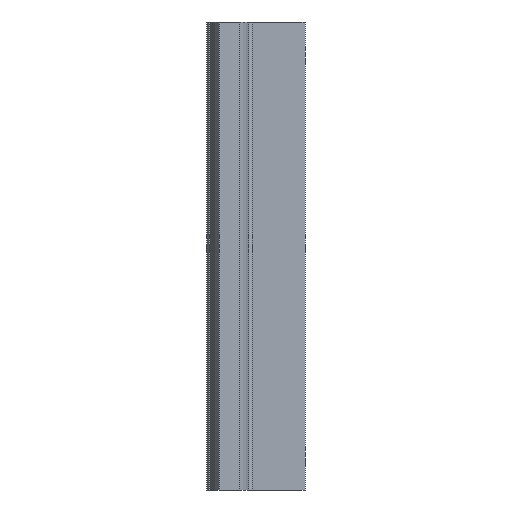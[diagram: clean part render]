
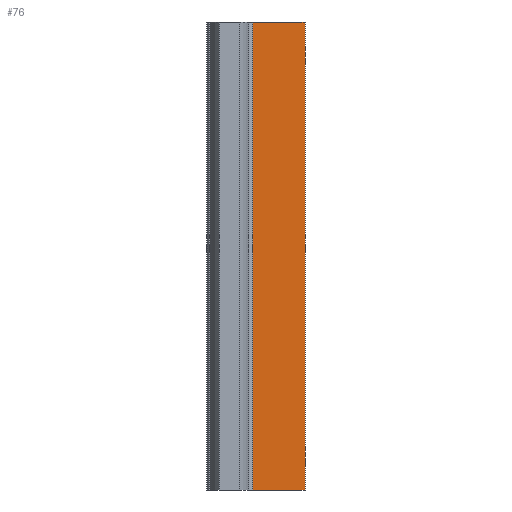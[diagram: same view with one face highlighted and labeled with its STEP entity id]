
A CAD part, left-side view. The second image highlights one B-rep face of the part: STEP entity #76.
In plain terms, the highlighted planar face has unit normal (-1, 0, 0).
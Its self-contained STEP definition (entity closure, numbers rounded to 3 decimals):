
#76 = ADVANCED_FACE( '', ( #171 ), #172, .F. );
#171 = FACE_OUTER_BOUND( '', #288, .T. );
#172 = PLANE( '', #289 );
#288 = EDGE_LOOP( '', ( #441, #442, #443, #444 ) );
#289 = AXIS2_PLACEMENT_3D( '', #445, #446, #447 );
#441 = ORIENTED_EDGE( '', *, *, #718, .T. );
#442 = ORIENTED_EDGE( '', *, *, #719, .F. );
#443 = ORIENTED_EDGE( '', *, *, #720, .F. );
#444 = ORIENTED_EDGE( '', *, *, #705, .T. );
#445 = CARTESIAN_POINT( '', ( -4., 11.782, 52.5 ) );
#446 = DIRECTION( '', ( 1., 0., 0. ) );
#447 = DIRECTION( '', ( 0., 0., -1. ) );
#705 = EDGE_CURVE( '', #845, #842, #846, .T. );
#718 = EDGE_CURVE( '', #842, #866, #867, .T. );
#719 = EDGE_CURVE( '', #868, #866, #869, .T. );
#720 = EDGE_CURVE( '', #845, #868, #870, .T. );
#842 = VERTEX_POINT( '', #1031 );
#845 = VERTEX_POINT( '', #1034 );
#846 = LINE( '', #1035, #1036 );
#866 = VERTEX_POINT( '', #1062 );
#867 = LINE( '', #1063, #1064 );
#868 = VERTEX_POINT( '', #1065 );
#869 = LINE( '', #1066, #1067 );
#870 = LINE( '', #1068, #1069 );
#1031 = CARTESIAN_POINT( '', ( -4., 11.782, -52.5 ) );
#1034 = CARTESIAN_POINT( '', ( -4., 11.782, 52.5 ) );
#1035 = CARTESIAN_POINT( '', ( -4., 11.782, 52.5 ) );
#1036 = VECTOR( '', #1245, 1000. );
#1062 = CARTESIAN_POINT( '', ( -4., 0., -52.5 ) );
#1063 = CARTESIAN_POINT( '', ( -4., 11.782, -52.5 ) );
#1064 = VECTOR( '', #1261, 1000. );
#1065 = CARTESIAN_POINT( '', ( -4., 0., 52.5 ) );
#1066 = CARTESIAN_POINT( '', ( -4., 0., 52.5 ) );
#1067 = VECTOR( '', #1262, 1000. );
#1068 = CARTESIAN_POINT( '', ( -4., 11.782, 52.5 ) );
#1069 = VECTOR( '', #1263, 1000. );
#1245 = DIRECTION( '', ( 0., 0., -1. ) );
#1261 = DIRECTION( '', ( 0., -1., 0. ) );
#1262 = DIRECTION( '', ( 0., 0., -1. ) );
#1263 = DIRECTION( '', ( 0., -1., 0. ) );
